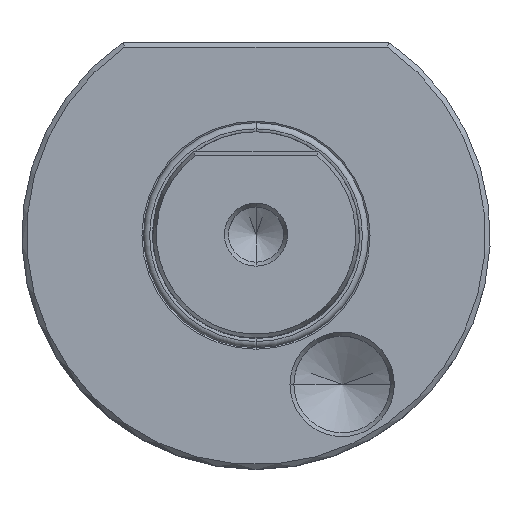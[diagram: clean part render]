
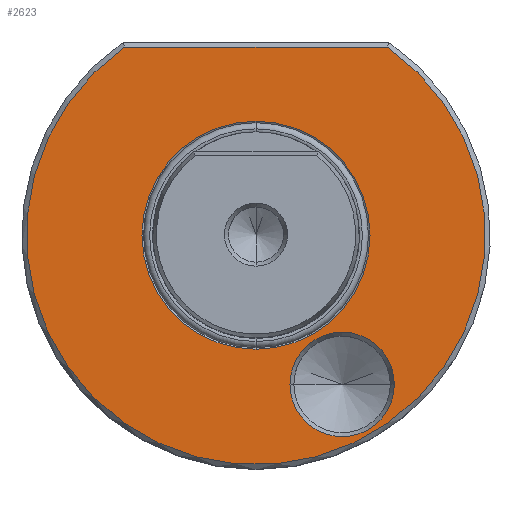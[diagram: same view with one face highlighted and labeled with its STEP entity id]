
A CAD part, top view. The second image highlights one B-rep face of the part: STEP entity #2623.
In plain terms, the highlighted planar face has unit normal (0, 0, 1).
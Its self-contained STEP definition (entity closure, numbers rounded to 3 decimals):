
#195=CARTESIAN_POINT('',(-19.068,27.3,0.5));
#201=CARTESIAN_POINT('',(0,0,0.5));
#202=DIRECTION('',(0,0,1));
#203=DIRECTION('',(-0.573,0.82,0));
#204=AXIS2_PLACEMENT_3D('',#201,#202,#203);
#210=CARTESIAN_POINT('',(19.068,27.3,0.5));
#217=CARTESIAN_POINT('',(12.5,-21.651,0.5));
#218=DIRECTION('',(0,0,1));
#219=DIRECTION('',(-1,0,0));
#220=AXIS2_PLACEMENT_3D('',#217,#218,#219);
#222=CARTESIAN_POINT('',(12.5,-21.651,0.5));
#223=DIRECTION('',(0,0,1));
#224=DIRECTION('',(1,0,0));
#225=AXIS2_PLACEMENT_3D('',#222,#223,#224);
#227=DIRECTION('',(-1,0,0));
#228=VECTOR('',#227,38.137);
#229=CARTESIAN_POINT('',(19.068,27.3,0.5));
#230=LINE('',#229,#228);
#239=CARTESIAN_POINT('',(0,0,0.5));
#240=DIRECTION('',(0,0,1));
#241=DIRECTION('',(0,1,0));
#242=AXIS2_PLACEMENT_3D('',#239,#240,#241);
#244=CARTESIAN_POINT('',(0,0,0.5));
#245=DIRECTION('',(0,0,-1));
#246=DIRECTION('',(0,1,0));
#247=AXIS2_PLACEMENT_3D('',#244,#245,#246);
#1928=CARTESIAN_POINT('',(0,16.55,0.5));
#1930=VERTEX_POINT('',#1928);
#1944=CARTESIAN_POINT('',(0,-16.55,0.5));
#1946=VERTEX_POINT('',#1944);
#2138=CARTESIAN_POINT('',(4.923,-21.651,0.5));
#2139=CARTESIAN_POINT('',(20.078,-21.651,0.5));
#2140=VERTEX_POINT('',#2138);
#2141=VERTEX_POINT('',#2139);
#2142=VERTEX_POINT('',#195);
#2146=VERTEX_POINT('',#210);
#2602=CARTESIAN_POINT('',(0,0,0.5));
#2603=DIRECTION('',(0,0,-1));
#2604=DIRECTION('',(0,-1,0));
#2605=AXIS2_PLACEMENT_3D('',#2602,#2603,#2604);
#2606=PLANE('',#2605);
#2607=ORIENTED_EDGE('',*,*,#2583,.F.);
#2608=ORIENTED_EDGE('',*,*,#2594,.F.);
#2609=EDGE_LOOP('',(#2607,#2608));
#2610=FACE_OUTER_BOUND('',#2609,.F.);
#2612=ORIENTED_EDGE('',*,*,#2611,.T.);
#2614=ORIENTED_EDGE('',*,*,#2613,.T.);
#2615=EDGE_LOOP('',(#2612,#2614));
#2616=FACE_BOUND('',#2615,.F.);
#2618=ORIENTED_EDGE('',*,*,#2617,.T.);
#2620=ORIENTED_EDGE('',*,*,#2619,.F.);
#2621=EDGE_LOOP('',(#2618,#2620));
#2622=FACE_BOUND('',#2621,.F.);
#2623=ADVANCED_FACE('',(#2610,#2616,#2622),#2606,.F.);
#205=CIRCLE('',#204,33.3);
#221=CIRCLE('',#220,7.578);
#226=CIRCLE('',#225,7.578);
#243=CIRCLE('',#242,16.55);
#248=CIRCLE('',#247,16.55);
#2583=EDGE_CURVE('',#2146,#2142,#230,.T.);
#2594=EDGE_CURVE('',#2142,#2146,#205,.T.);
#2611=EDGE_CURVE('',#2140,#2141,#221,.T.);
#2613=EDGE_CURVE('',#2141,#2140,#226,.T.);
#2617=EDGE_CURVE('',#1930,#1946,#243,.T.);
#2619=EDGE_CURVE('',#1930,#1946,#248,.T.);
